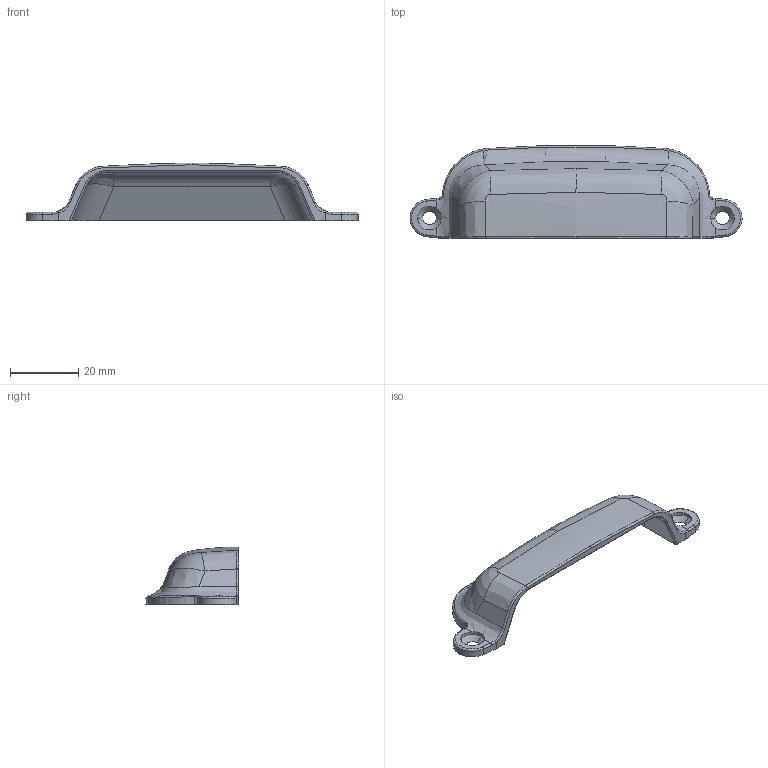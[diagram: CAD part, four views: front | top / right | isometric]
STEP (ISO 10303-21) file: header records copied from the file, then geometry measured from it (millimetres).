
FILE_DESCRIPTION(('Creo Elements/Direct Modeling STEP Export'),'2;1');
FILE_NAME('2296-98.stp','2024-09-11T13:53:03',(''),(''),'Creo Elements/Direct Modeling STEP processor for AP214 (Solid Model)','Creo Elements/Direct Modeling 20.0 12-Nov-2016 (C) Parametric Technology GmbH','');
FILE_SCHEMA(('AUTOMOTIVE_DESIGN { 1 0 10303 214 1 1 1 1 }'));
Length unit declared in the file: millimetre
Products named in the file (1): ZN-8978
Bounding box: 97.46 x 27.3 x 17 mm (x, y, z)
Volume: 7491.3 mm3; surface area: 6422.1 mm2
Topology: 1 solids, 1 shells, 79 faces, 195 edges, 116 vertices
Faces by surface type: bspline 28, cylinder 25, plane 14, torus 7, cone 5
Entity records: 8191 total; most frequent: CARTESIAN_POINT 6621, ORIENTED_EDGE 390, DIRECTION 239, EDGE_CURVE 195, VERTEX_POINT 116, AXIS2_PLACEMENT_3D 91, EDGE_LOOP 81, FACE_OUTER_BOUND 79
